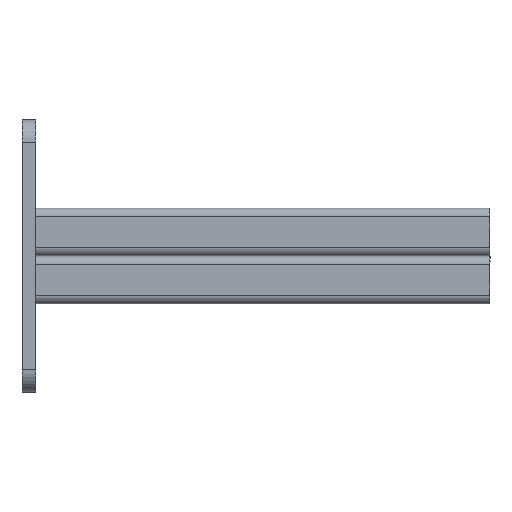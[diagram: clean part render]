
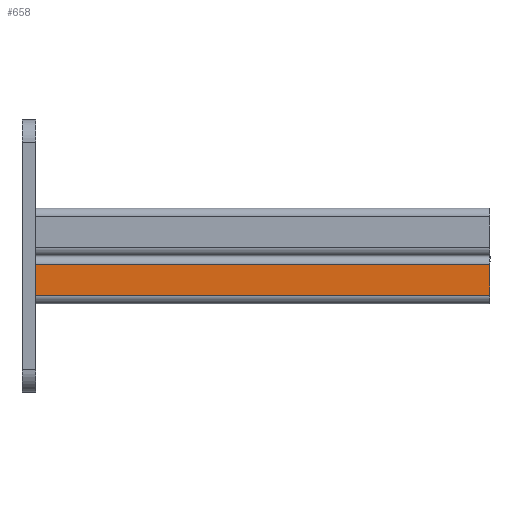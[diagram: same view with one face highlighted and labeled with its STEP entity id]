
A CAD part, front view. The second image highlights one B-rep face of the part: STEP entity #658.
In plain terms, the highlighted face is planar.
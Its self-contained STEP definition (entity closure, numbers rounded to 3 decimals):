
#192 = ORIENTED_EDGE ( 'NONE', *, *, #5982, .F. ) ;
#235 = VECTOR ( 'NONE', #3448, 1000. ) ;
#442 = CARTESIAN_POINT ( 'NONE',  ( -20.5, 3.75, -100. ) ) ;
#658 = ADVANCED_FACE ( 'NONE', ( #3390 ), #3586, .F. ) ;
#694 = CARTESIAN_POINT ( 'NONE',  ( -20.5, 17.25, -100. ) ) ;
#984 = EDGE_CURVE ( 'NONE', #4890, #10292, #3055, .T. ) ;
#1899 = CARTESIAN_POINT ( 'NONE',  ( -20.5, 0., -100. ) ) ;
#2034 = CARTESIAN_POINT ( 'NONE',  ( -20.5, 3.75, 0. ) ) ;
#3055 = LINE ( 'NONE', #4996, #6145 ) ;
#3160 = EDGE_CURVE ( 'NONE', #12658, #11189, #8317, .T. ) ;
#3390 = FACE_OUTER_BOUND ( 'NONE', #11201, .T. ) ;
#3448 = DIRECTION ( 'NONE',  ( 0., 0., 1. ) ) ;
#3482 = DIRECTION ( 'NONE',  ( 0., 1., 0. ) ) ;
#3586 = PLANE ( 'NONE',  #6537 ) ;
#3635 = ORIENTED_EDGE ( 'NONE', *, *, #984, .F. ) ;
#4890 = VERTEX_POINT ( 'NONE', #5567 ) ;
#4996 = CARTESIAN_POINT ( 'NONE',  ( -20.5, 0., -200. ) ) ;
#5120 = DIRECTION ( 'NONE',  ( 0., 0., -1. ) ) ;
#5149 = EDGE_CURVE ( 'NONE', #4890, #12658, #5588, .T. ) ;
#5567 = CARTESIAN_POINT ( 'NONE',  ( -20.5, 3.75, -200. ) ) ;
#5588 = LINE ( 'NONE', #442, #235 ) ;
#5982 = EDGE_CURVE ( 'NONE', #10292, #11189, #11663, .T. ) ;
#6145 = VECTOR ( 'NONE', #10221, 1000. ) ;
#6537 = AXIS2_PLACEMENT_3D ( 'NONE', #1899, #7143, #5120 ) ;
#7143 = DIRECTION ( 'NONE',  ( 1., 0., 0. ) ) ;
#8317 = LINE ( 'NONE', #11838, #9795 ) ;
#9795 = VECTOR ( 'NONE', #3482, 1000. ) ;
#10019 = DIRECTION ( 'NONE',  ( 0., 0., 1. ) ) ;
#10189 = CARTESIAN_POINT ( 'NONE',  ( -20.5, 17.25, 0. ) ) ;
#10221 = DIRECTION ( 'NONE',  ( 0., 1., 0. ) ) ;
#10292 = VERTEX_POINT ( 'NONE', #11916 ) ;
#11189 = VERTEX_POINT ( 'NONE', #10189 ) ;
#11201 = EDGE_LOOP ( 'NONE', ( #11870, #192, #3635, #11631 ) ) ;
#11631 = ORIENTED_EDGE ( 'NONE', *, *, #5149, .T. ) ;
#11663 = LINE ( 'NONE', #694, #12312 ) ;
#11838 = CARTESIAN_POINT ( 'NONE',  ( -20.5, 0., 0. ) ) ;
#11870 = ORIENTED_EDGE ( 'NONE', *, *, #3160, .T. ) ;
#11916 = CARTESIAN_POINT ( 'NONE',  ( -20.5, 17.25, -200. ) ) ;
#12312 = VECTOR ( 'NONE', #10019, 1000. ) ;
#12658 = VERTEX_POINT ( 'NONE', #2034 ) ;
